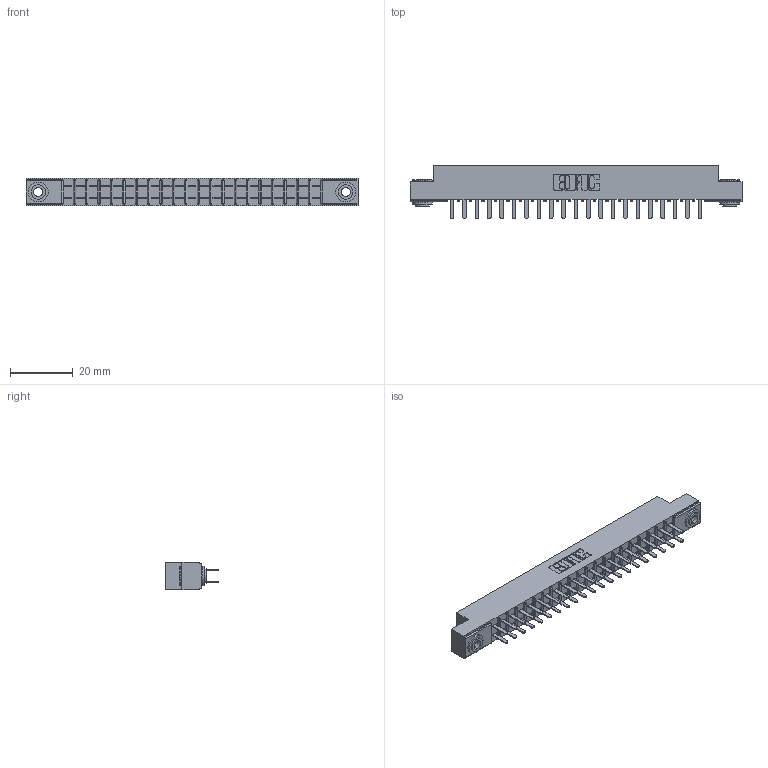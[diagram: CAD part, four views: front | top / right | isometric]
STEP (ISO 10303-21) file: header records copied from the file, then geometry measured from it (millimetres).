
FILE_DESCRIPTION (( 'STEP AP203' ), '1' );
FILE_NAME ('355-042-520-203.STEP', '2019-09-11T13:36:29', ( '' ), ( '' ), 'SwSTEP 2.0', 'SolidWorks 2016', '' );
FILE_SCHEMA (( 'CONFIG_CONTROL_DESIGN' ));
Length unit declared in the file: inch
Products named in the file (4): 305-290-001_520; 305 Part_.156 Dia; 345-250-002_345-250-002-102; 355-042-520-203
Assembly tree (45 placements, depth 2):
  355-042-520-203
    305 Part_.156 Dia
    305-290-001_520  x42
    345-250-002_345-250-002-102  x2
Bounding box: 106.22 x 17.09 x 8.71 mm (x, y, z)
Volume: 6657.3 mm3; surface area: 12802.9 mm2
Topology: 45 solids, 45 shells, 2100 faces, 5951 edges, 3850 vertices
Faces by surface type: plane 1226, cylinder 782, sphere 84, cone 8
Entity records: 26239 total; most frequent: CARTESIAN_POINT 4322, ORIENTED_EDGE 4278, DIRECTION 4213, EDGE_CURVE 2139, VECTOR 1699, LINE 1699, VERTEX_POINT 1366, AXIS2_PLACEMENT_3D 1257
